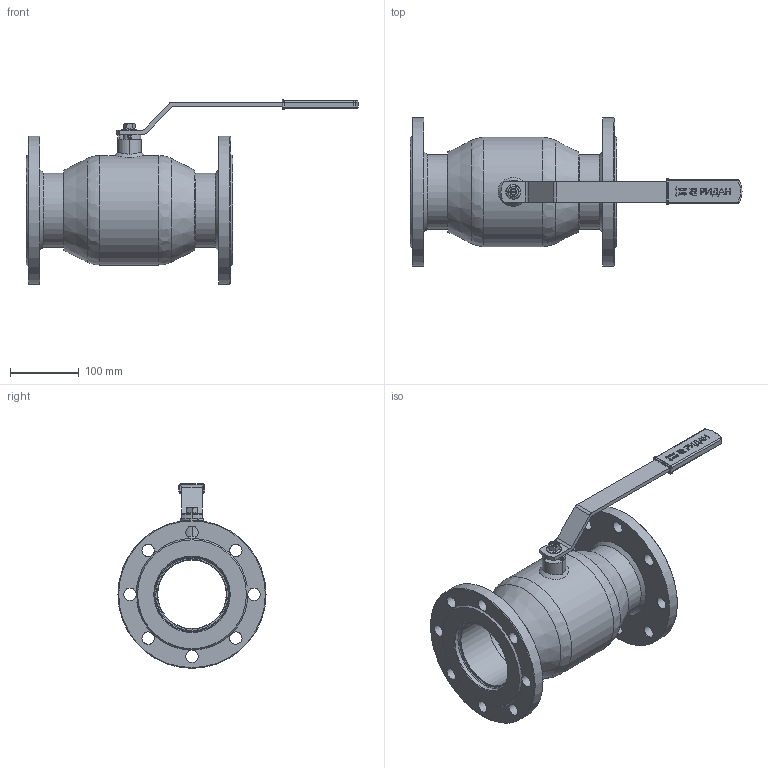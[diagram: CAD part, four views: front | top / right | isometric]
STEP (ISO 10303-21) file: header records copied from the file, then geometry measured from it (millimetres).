
FILE_DESCRIPTION(('TFLEX Exchange Step'),'2;1');
FILE_NAME('065N9628 - Кран шаровой Basic DN100.stp', '2023-08-30T11:20:23+03:00',('RUCO3277'),('Unknown organisation'),'TFLEX Exchange 2022.1','T-FLEX CAD','Unknown authorisation');
FILE_SCHEMA( ('AUTOMOTIVE_DESIGN { 1 0 10303 214 1 1 1 1 }') );
Length unit declared in the file: millimetre
Products named in the file (11): 54XXX038 - Фланец плоский; <Другие гайки>Гайка ГОСТ Р ИСО 4161-2013; 50050022 - Штифт; 24050428R - Грипса; 24100433 - Рукоятка; 24100530 - Рукоятка СБ; 24100432 - Патрубок; 24100427 - Шток; 24100406 - Корпус штока; 24100409 - Корпус (гнутый); 065N9628 - Кран шаровой Basic DN100
Assembly tree (10 placements, depth 3):
  065N9628 - Кран шаровой Basic DN100
    54XXX038 - Фланец плоский
    <Другие гайки>Гайка ГОСТ Р ИСО 4161-2013
    50050022 - Штифт
    24100530 - Рукоятка СБ
      24050428R - Грипса
      24100433 - Рукоятка
    24100432 - Патрубок
    24100427 - Шток
    24100406 - Корпус штока
    24100409 - Корпус (гнутый)
Bounding box: 482.02 x 215 x 268.05 mm (x, y, z)
Volume: 1607914.5 mm3; surface area: 548377.4 mm2
Topology: 21 solids, 21 shells, 554 faces, 1409 edges, 898 vertices
Faces by surface type: plane 298, cylinder 87, bspline 79, cone 43, torus 39, sphere 4, extrusion 4
Full cylindrical faces by diameter (mm): 5 x1, 8.376 x1, 10 x1, 16.5 x2, 18 x17, 18.1 x1, 20 x4, 22 x1, 99.5 x2, 101 x2, 102.5 x2, 106.5 x2, 108 x2, 109 x2, 151 x1, 159 x1, 215 x2
Entity records: 20406 total; most frequent: CARTESIAN_POINT 7017, ORIENTED_EDGE 2768, DIRECTION 2568, EDGE_CURVE 1384, VERTEX_POINT 898, AXIS2_PLACEMENT_3D 862, VECTOR 844, LINE 840
